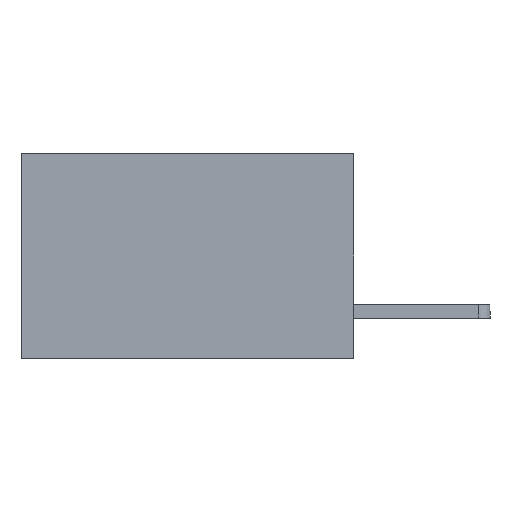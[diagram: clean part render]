
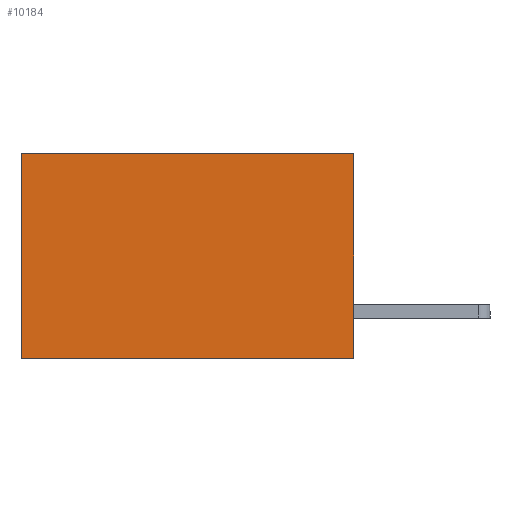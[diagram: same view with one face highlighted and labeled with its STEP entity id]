
A CAD part, left-side view. The second image highlights one B-rep face of the part: STEP entity #10184.
In plain terms, the highlighted planar face has unit normal (-1, 0, 0).
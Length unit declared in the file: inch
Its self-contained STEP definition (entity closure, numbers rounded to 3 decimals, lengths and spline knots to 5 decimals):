
#230 = CARTESIAN_POINT ( 'NONE',  ( 0.2875, 0.6, -0.37 ) ) ;
#517 = CARTESIAN_POINT ( 'NONE',  ( 0.2875, 0., -0.37 ) ) ;
#948 = VECTOR ( 'NONE', #4160, 39.37008 ) ;
#1111 = VERTEX_POINT ( 'NONE', #7095 ) ;
#1239 = EDGE_CURVE ( 'NONE', #2255, #2399, #10896, .T. ) ;
#1297 = DIRECTION ( 'NONE',  ( 0., 1., 0. ) ) ;
#1309 = CARTESIAN_POINT ( 'NONE',  ( 0.2875, 0., 0. ) ) ;
#2255 = VERTEX_POINT ( 'NONE', #3095 ) ;
#2399 = VERTEX_POINT ( 'NONE', #230 ) ;
#2412 = PLANE ( 'NONE',  #2977 ) ;
#2977 = AXIS2_PLACEMENT_3D ( 'NONE', #4372, #10753, #5304 ) ;
#3074 = VECTOR ( 'NONE', #11965, 39.37008 ) ;
#3095 = CARTESIAN_POINT ( 'NONE',  ( 0.2875, 0.6, 0. ) ) ;
#3202 = CARTESIAN_POINT ( 'NONE',  ( 0.2875, 0., 0. ) ) ;
#3380 = LINE ( 'NONE', #517, #3074 ) ;
#3381 = EDGE_LOOP ( 'NONE', ( #3890, #9949, #9815, #9896 ) ) ;
#3890 = ORIENTED_EDGE ( 'NONE', *, *, #1239, .T. ) ;
#4160 = DIRECTION ( 'NONE',  ( 0., 0., -1. ) ) ;
#4372 = CARTESIAN_POINT ( 'NONE',  ( 0.2875, 0., 0. ) ) ;
#4528 = EDGE_CURVE ( 'NONE', #1111, #2255, #11941, .T. ) ;
#4662 = CARTESIAN_POINT ( 'NONE',  ( 0.2875, 0.6, 0. ) ) ;
#4721 = VECTOR ( 'NONE', #1297, 39.37008 ) ;
#4896 = EDGE_CURVE ( 'NONE', #6158, #2399, #3380, .T. ) ;
#5304 = DIRECTION ( 'NONE',  ( 0., 0., -1. ) ) ;
#6158 = VERTEX_POINT ( 'NONE', #7338 ) ;
#7095 = CARTESIAN_POINT ( 'NONE',  ( 0.2875, 0., 0. ) ) ;
#7338 = CARTESIAN_POINT ( 'NONE',  ( 0.2875, 0., -0.37 ) ) ;
#8366 = EDGE_CURVE ( 'NONE', #1111, #6158, #10325, .T. ) ;
#9599 = FACE_OUTER_BOUND ( 'NONE', #3381, .T. ) ;
#9815 = ORIENTED_EDGE ( 'NONE', *, *, #8366, .F. ) ;
#9896 = ORIENTED_EDGE ( 'NONE', *, *, #4528, .T. ) ;
#9949 = ORIENTED_EDGE ( 'NONE', *, *, #4896, .F. ) ;
#10041 = VECTOR ( 'NONE', #10599, 39.37008 ) ;
#10184 = ADVANCED_FACE ( 'NONE', ( #9599 ), #2412, .F. ) ;
#10325 = LINE ( 'NONE', #3202, #10041 ) ;
#10599 = DIRECTION ( 'NONE',  ( 0., 0., -1. ) ) ;
#10753 = DIRECTION ( 'NONE',  ( 1., 0., 0. ) ) ;
#10896 = LINE ( 'NONE', #4662, #948 ) ;
#11941 = LINE ( 'NONE', #1309, #4721 ) ;
#11965 = DIRECTION ( 'NONE',  ( 0., 1., 0. ) ) ;
